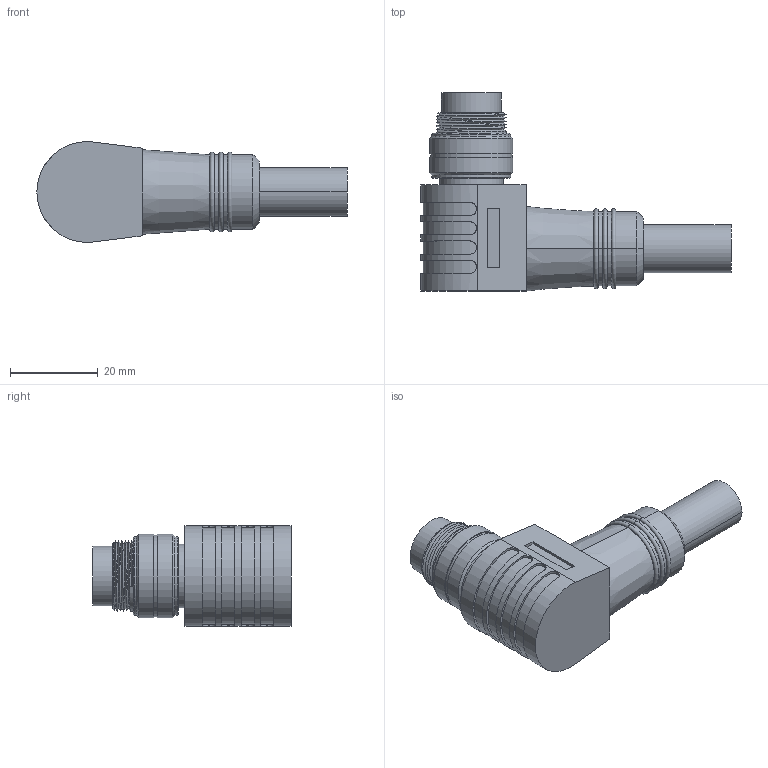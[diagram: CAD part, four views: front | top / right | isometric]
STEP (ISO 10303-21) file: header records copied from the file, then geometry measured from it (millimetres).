
FILE_DESCRIPTION (( 'STEP AP203' ), '1' );
FILE_NAME ('DWLZ3-¡ÁP00 78.STEP', '2024-08-27T01:01:39', ( '' ), ( '' ), 'SwSTEP 2.0', 'SolidWorks 2017', '' );
FILE_SCHEMA (( 'CONFIG_CONTROL_DESIGN' ));
Length unit declared in the file: millimetre
Products named in the file (1): DWLZ3-℅P00 78
Bounding box: 70.8 x 45.2 x 23 mm (x, y, z)
Volume: 23317.6 mm3; surface area: 7676.3 mm2
Topology: 1 solids, 1 shells, 99 faces, 227 edges, 147 vertices
Faces by surface type: plane 42, cylinder 36, cone 9, torus 6, bspline 3, sphere 3
Full cylindrical faces by diameter (mm): 1.5 x3, 12.4 x1, 13.6 x1, 14 x1, 14.5 x1, 16 x1, 18 x2, 18.6 x1, 19 x2
Entity records: 3923 total; most frequent: CARTESIAN_POINT 1772, DIRECTION 448, ORIENTED_EDGE 378, EDGE_CURVE 189, AXIS2_PLACEMENT_3D 188, EDGE_LOOP 140, VERTEX_POINT 133, FACE_OUTER_BOUND 112
